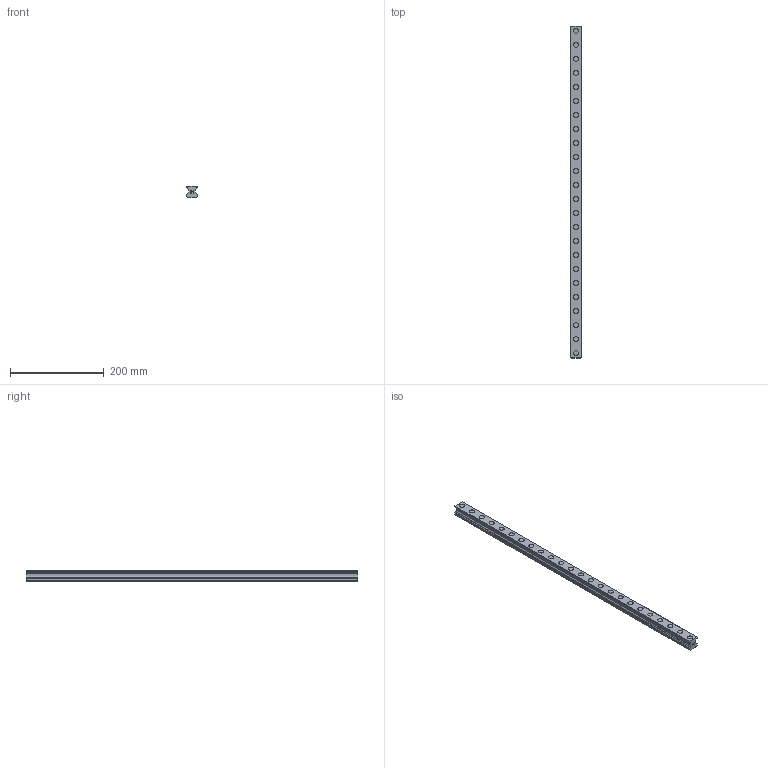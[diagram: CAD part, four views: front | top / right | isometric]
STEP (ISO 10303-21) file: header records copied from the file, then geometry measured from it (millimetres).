
FILE_DESCRIPTION(('STEP AP214'),'1');
FILE_NAME('cctmp_8C79DEF9-2BA4-4322-A8C4-F714A7ACE2FC_2021_03_10_11_31_39_0287..stp','2021-03-10T10:31:39',('HIWIN GmbH'),('CADClick - www.CADClick.com'),'Spatial InterOp 3D',' ','unknown authorization');
FILE_SCHEMA(('AUTOMOTIVE_DESIGN'));
Length unit declared in the file: millimetre
Products named in the file (1): RGR25R710H_FILE
Bounding box: 23 x 710 x 23.6 mm (x, y, z)
Volume: 284278.9 mm3; surface area: 89023.4 mm2
Topology: 1 solids, 1 shells, 333 faces, 765 edges, 510 vertices
Faces by surface type: plane 171, cylinder 162
Entity records: 12211 total; most frequent: DIRECTION 1757, CARTESIAN_POINT 1609, ORIENTED_EDGE 1530, EDGE_CURVE 765, AXIS2_PLACEMENT_3D 658, VERTEX_POINT 510, LINE 441, VECTOR 441
